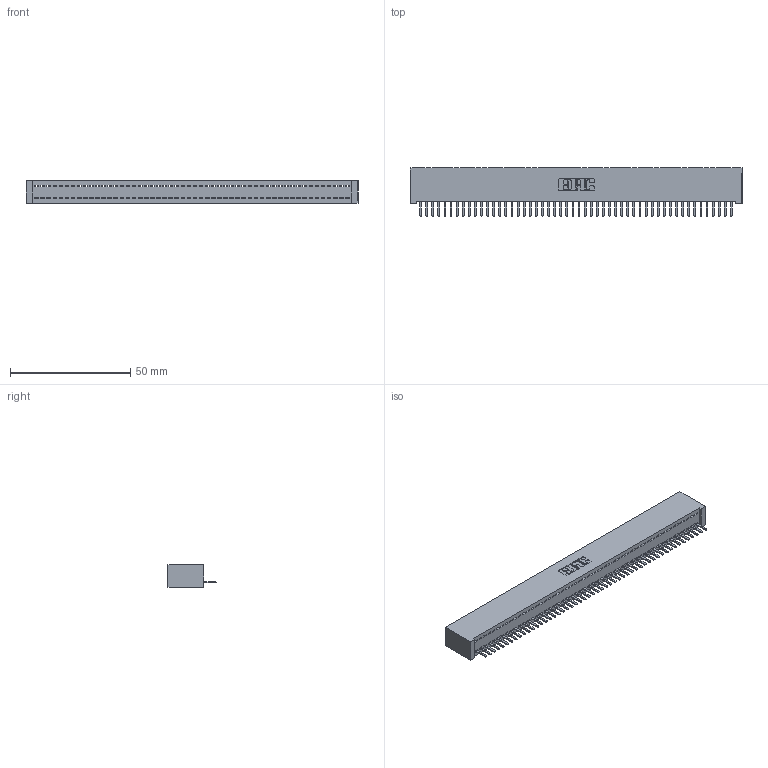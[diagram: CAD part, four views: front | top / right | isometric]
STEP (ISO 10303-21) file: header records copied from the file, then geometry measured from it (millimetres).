
FILE_DESCRIPTION (( 'STEP AP203' ), '1' );
FILE_NAME ('342-052-520-101.STEP', '2018-08-12T21:23:36', ( '' ), ( '' ), 'SwSTEP 2.0', 'SolidWorks 2016', '' );
FILE_SCHEMA (( 'CONFIG_CONTROL_DESIGN' ));
Length unit declared in the file: inch
Products named in the file (3): 342 Part_Lugless; 345-292-001_345-293-120; 342-052-520-101
Assembly tree (53 placements, depth 2):
  342-052-520-101
    342 Part_Lugless
    345-292-001_345-293-120  x52
Bounding box: 138.33 x 20.02 x 9.4 mm (x, y, z)
Volume: 12424.9 mm3; surface area: 18277 mm2
Topology: 53 solids, 53 shells, 3326 faces, 9843 edges, 6422 vertices
Faces by surface type: plane 2350, cylinder 976
Entity records: 30201 total; most frequent: CARTESIAN_POINT 5226, ORIENTED_EDGE 5202, DIRECTION 4369, EDGE_CURVE 2601, VECTOR 2477, LINE 2477, VERTEX_POINT 1730, AXIS2_PLACEMENT_3D 946
